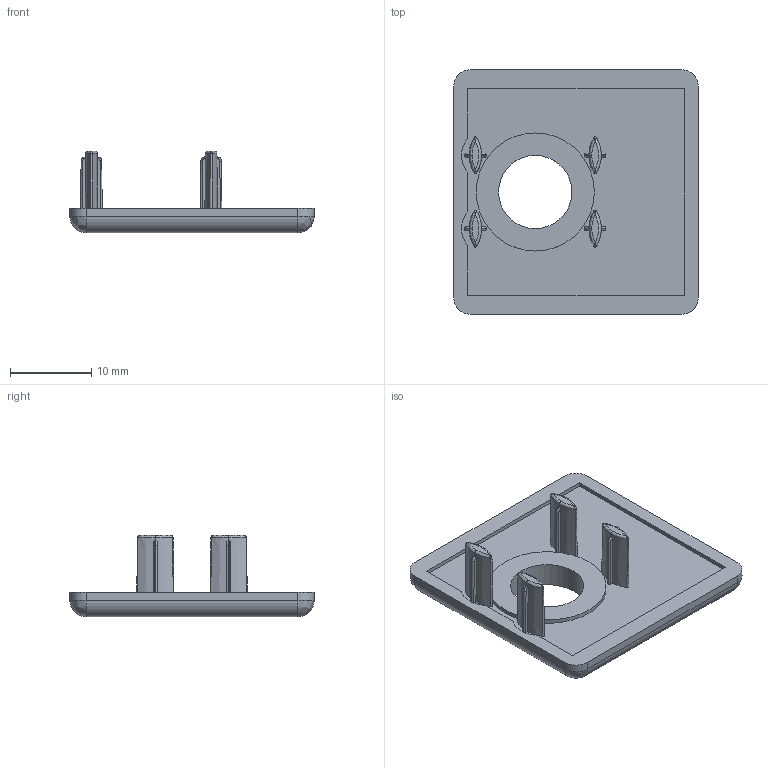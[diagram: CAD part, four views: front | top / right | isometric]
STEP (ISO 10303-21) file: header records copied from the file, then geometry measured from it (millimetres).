
FILE_DESCRIPTION (( 'STEP AP203' ), '1' );
FILE_NAME ('482522345.STEP', '2022-08-30T00:37:48', ( '' ), ( '' ), 'SwSTEP 2.0', 'SolidWorks 2014', '' );
FILE_SCHEMA (( 'CONFIG_CONTROL_DESIGN' ));
Length unit declared in the file: millimetre
Products named in the file (1): 482522345
Bounding box: 30 x 30 x 10 mm (x, y, z)
Volume: 2300.3 mm3; surface area: 2408.5 mm2
Topology: 1 solids, 1 shells, 165 faces, 411 edges, 243 vertices
Faces by surface type: cylinder 54, plane 50, bspline 41, cone 20
Entity records: 8072 total; most frequent: CARTESIAN_POINT 4434, ORIENTED_EDGE 800, DIRECTION 682, EDGE_CURVE 400, AXIS2_PLACEMENT_3D 257, VERTEX_POINT 243, EDGE_LOOP 173, LINE 168
